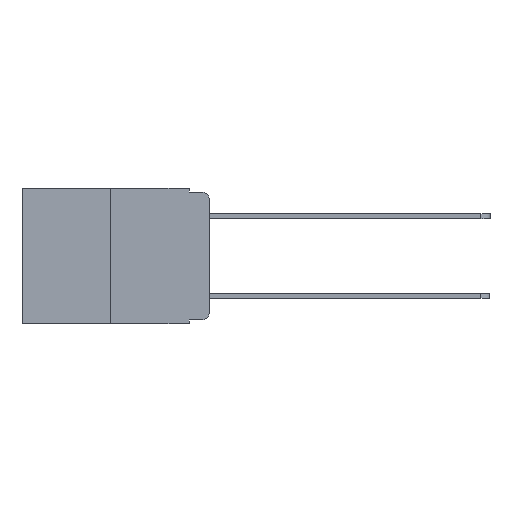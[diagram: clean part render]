
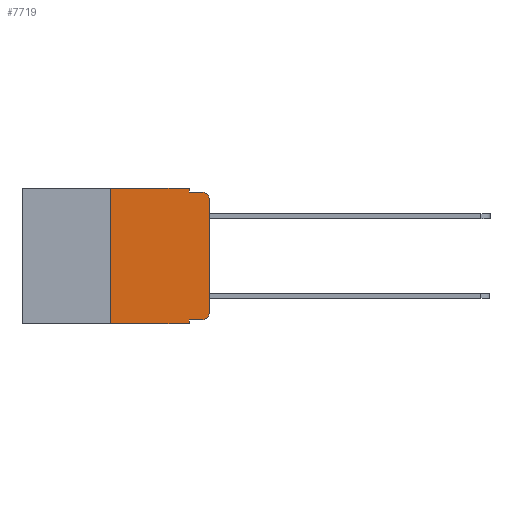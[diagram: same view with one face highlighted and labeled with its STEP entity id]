
A CAD part, left-side view. The second image highlights one B-rep face of the part: STEP entity #7719.
In plain terms, the highlighted planar face has unit normal (-1, 0, 0).
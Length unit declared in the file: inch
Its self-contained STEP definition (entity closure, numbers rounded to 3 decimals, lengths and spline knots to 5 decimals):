
#22 = VERTEX_POINT ( 'NONE', #15406 ) ;
#41 = VECTOR ( 'NONE', #6744, 39.37008 ) ;
#309 = LINE ( 'NONE', #7898, #18088 ) ;
#517 = VERTEX_POINT ( 'NONE', #16973 ) ;
#670 = ORIENTED_EDGE ( 'NONE', *, *, #5641, .F. ) ;
#708 = CARTESIAN_POINT ( 'NONE',  ( 0., 0.051, 0. ) ) ;
#729 = CARTESIAN_POINT ( 'NONE',  ( 0., 0.051, 0. ) ) ;
#839 = DIRECTION ( 'NONE',  ( 0., -1., 0. ) ) ;
#1151 = CARTESIAN_POINT ( 'NONE',  ( 0., 0.473, -0.343 ) ) ;
#1222 = PLANE ( 'NONE',  #5819 ) ;
#1782 = CARTESIAN_POINT ( 'NONE',  ( 0., 0.051, 0. ) ) ;
#2275 = DIRECTION ( 'NONE',  ( 0., 0., 1. ) ) ;
#2754 = DIRECTION ( 'NONE',  ( 0., 0., -1. ) ) ;
#2902 = LINE ( 'NONE', #1151, #17294 ) ;
#3054 = DIRECTION ( 'NONE',  ( -1., 0., 0. ) ) ;
#3156 = ORIENTED_EDGE ( 'NONE', *, *, #11088, .T. ) ;
#3195 = EDGE_CURVE ( 'NONE', #9855, #12876, #2902, .T. ) ;
#3245 = DIRECTION ( 'NONE',  ( 0., 0., -1. ) ) ;
#3529 = AXIS2_PLACEMENT_3D ( 'NONE', #11485, #3054, #12913 ) ;
#3886 = ORIENTED_EDGE ( 'NONE', *, *, #13168, .F. ) ;
#4540 = ORIENTED_EDGE ( 'NONE', *, *, #9754, .F. ) ;
#4641 = ORIENTED_EDGE ( 'NONE', *, *, #3195, .T. ) ;
#4727 = CIRCLE ( 'NONE', #7648, 0.02 ) ;
#5051 = EDGE_CURVE ( 'NONE', #9855, #5461, #309, .T. ) ;
#5250 = CARTESIAN_POINT ( 'NONE',  ( 0., 0.02, -0.313 ) ) ;
#5461 = VERTEX_POINT ( 'NONE', #10278 ) ;
#5619 = CARTESIAN_POINT ( 'NONE',  ( 0., 0.051, -0.01 ) ) ;
#5641 = EDGE_CURVE ( 'NONE', #8119, #517, #5865, .T. ) ;
#5819 = AXIS2_PLACEMENT_3D ( 'NONE', #11134, #11196, #2754 ) ;
#5865 = LINE ( 'NONE', #729, #17015 ) ;
#6380 = DIRECTION ( 'NONE',  ( 0., -1., 0. ) ) ;
#6672 = DIRECTION ( 'NONE',  ( 0., 0., -1. ) ) ;
#6744 = DIRECTION ( 'NONE',  ( 0., -1., 0. ) ) ;
#7030 = LINE ( 'NONE', #14119, #17699 ) ;
#7106 = DIRECTION ( 'NONE',  ( 0., 0., 1. ) ) ;
#7362 = CIRCLE ( 'NONE', #3529, 0.02 ) ;
#7648 = AXIS2_PLACEMENT_3D ( 'NONE', #5250, #15089, #6672 ) ;
#7719 = ADVANCED_FACE ( 'NONE', ( #14713 ), #1222, .F. ) ;
#7898 = CARTESIAN_POINT ( 'NONE',  ( 0., 0.25, 0. ) ) ;
#7979 = VERTEX_POINT ( 'NONE', #8919 ) ;
#8117 = LINE ( 'NONE', #1782, #11396 ) ;
#8119 = VERTEX_POINT ( 'NONE', #708 ) ;
#8274 = ORIENTED_EDGE ( 'NONE', *, *, #11333, .T. ) ;
#8448 = VERTEX_POINT ( 'NONE', #16785 ) ;
#8919 = CARTESIAN_POINT ( 'NONE',  ( 0., 0., -0.313 ) ) ;
#9693 = CARTESIAN_POINT ( 'NONE',  ( 0., 0.051, -0.333 ) ) ;
#9754 = EDGE_CURVE ( 'NONE', #13620, #12876, #8117, .T. ) ;
#9855 = VERTEX_POINT ( 'NONE', #10506 ) ;
#10278 = CARTESIAN_POINT ( 'NONE',  ( 0., 0.25, 0. ) ) ;
#10506 = CARTESIAN_POINT ( 'NONE',  ( 0., 0.25, -0.343 ) ) ;
#10644 = DIRECTION ( 'NONE',  ( 0., 0., -1. ) ) ;
#10786 = VECTOR ( 'NONE', #14060, 39.37008 ) ;
#11035 = EDGE_CURVE ( 'NONE', #8448, #7979, #4727, .T. ) ;
#11088 = EDGE_CURVE ( 'NONE', #13620, #8448, #11792, .T. ) ;
#11134 = CARTESIAN_POINT ( 'NONE',  ( 0., 0.473, 0. ) ) ;
#11196 = DIRECTION ( 'NONE',  ( 1., 0., 0. ) ) ;
#11333 = EDGE_CURVE ( 'NONE', #22, #17143, #7362, .T. ) ;
#11396 = VECTOR ( 'NONE', #3245, 39.37008 ) ;
#11485 = CARTESIAN_POINT ( 'NONE',  ( 0., 0.02, -0.03 ) ) ;
#11660 = VECTOR ( 'NONE', #6380, 39.37008 ) ;
#11792 = LINE ( 'NONE', #15143, #41 ) ;
#12000 = ORIENTED_EDGE ( 'NONE', *, *, #11035, .T. ) ;
#12103 = LINE ( 'NONE', #13376, #11660 ) ;
#12501 = ORIENTED_EDGE ( 'NONE', *, *, #13211, .T. ) ;
#12876 = VERTEX_POINT ( 'NONE', #17448 ) ;
#12913 = DIRECTION ( 'NONE',  ( 0., 0., -1. ) ) ;
#13168 = EDGE_CURVE ( 'NONE', #517, #17143, #18135, .T. ) ;
#13211 = EDGE_CURVE ( 'NONE', #7979, #22, #7030, .T. ) ;
#13376 = CARTESIAN_POINT ( 'NONE',  ( 0., 0.473, 0. ) ) ;
#13514 = EDGE_CURVE ( 'NONE', #5461, #8119, #12103, .T. ) ;
#13620 = VERTEX_POINT ( 'NONE', #9693 ) ;
#14060 = DIRECTION ( 'NONE',  ( 0., -1., 0. ) ) ;
#14119 = CARTESIAN_POINT ( 'NONE',  ( 0., 0., 0. ) ) ;
#14355 = ORIENTED_EDGE ( 'NONE', *, *, #5051, .F. ) ;
#14480 = ORIENTED_EDGE ( 'NONE', *, *, #13514, .F. ) ;
#14713 = FACE_OUTER_BOUND ( 'NONE', #16471, .T. ) ;
#15089 = DIRECTION ( 'NONE',  ( -1., 0., 0. ) ) ;
#15143 = CARTESIAN_POINT ( 'NONE',  ( 0., 0.051, -0.333 ) ) ;
#15406 = CARTESIAN_POINT ( 'NONE',  ( 0., 0., -0.03 ) ) ;
#16372 = CARTESIAN_POINT ( 'NONE',  ( 0., 0.02, -0.01 ) ) ;
#16471 = EDGE_LOOP ( 'NONE', ( #12501, #8274, #3886, #670, #14480, #14355, #4641, #4540, #3156, #12000 ) ) ;
#16785 = CARTESIAN_POINT ( 'NONE',  ( 0., 0.02, -0.333 ) ) ;
#16973 = CARTESIAN_POINT ( 'NONE',  ( 0., 0.051, -0.01 ) ) ;
#17015 = VECTOR ( 'NONE', #10644, 39.37008 ) ;
#17143 = VERTEX_POINT ( 'NONE', #16372 ) ;
#17294 = VECTOR ( 'NONE', #839, 39.37008 ) ;
#17448 = CARTESIAN_POINT ( 'NONE',  ( 0., 0.051, -0.343 ) ) ;
#17699 = VECTOR ( 'NONE', #7106, 39.37008 ) ;
#18088 = VECTOR ( 'NONE', #2275, 39.37008 ) ;
#18135 = LINE ( 'NONE', #5619, #10786 ) ;
